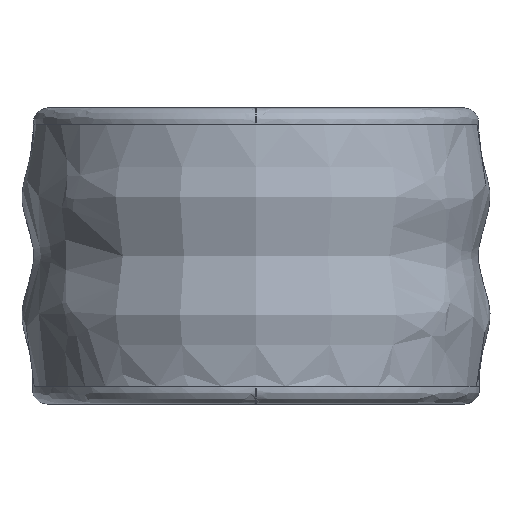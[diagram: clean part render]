
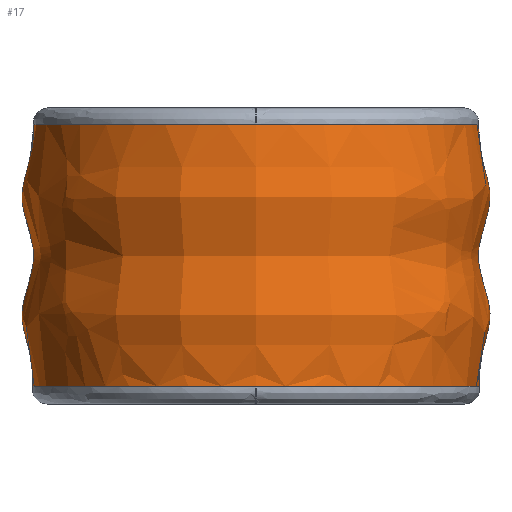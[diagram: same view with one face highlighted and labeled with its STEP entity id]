
A CAD part, left-side view. The second image highlights one B-rep face of the part: STEP entity #17.
In plain terms, the highlighted free-form (B-spline) face has degree [3, 3] with [12, 4] control points.
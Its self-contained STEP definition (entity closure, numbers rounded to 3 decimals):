
#17 = ADVANCED_FACE('',(#18),#90,.T.);
#18 = FACE_BOUND('',#19,.T.);
#19 = EDGE_LOOP('',(#20,#31,#48,#57,#66,#83));
#20 = ORIENTED_EDGE('',*,*,#21,.T.);
#21 = EDGE_CURVE('',#22,#24,#26,.T.);
#22 = VERTEX_POINT('',#23);
#23 = CARTESIAN_POINT('',(-8.305,0.,-10.352));
#24 = VERTEX_POINT('',#25);
#25 = CARTESIAN_POINT('',(0.,8.305,-10.352));
#26 = ( BOUNDED_CURVE() B_SPLINE_CURVE(3,(#27,#28,#29,#30),
.UNSPECIFIED.,.F.,.F.) B_SPLINE_CURVE_WITH_KNOTS((4,4),(0.,1.),
.PIECEWISE_BEZIER_KNOTS.) CURVE() GEOMETRIC_REPRESENTATION_ITEM() 
RATIONAL_B_SPLINE_CURVE((0.5,0.5,0.667,1.)) REPRESENTATION_ITEM
('') );
#27 = CARTESIAN_POINT('',(-8.305,0.,-10.352));
#28 = CARTESIAN_POINT('',(-8.305,5.537,-10.352)
  );
#29 = CARTESIAN_POINT('',(-4.153,8.305,-10.352
    ));
#30 = CARTESIAN_POINT('',(0.,8.305,-10.352));
#31 = ORIENTED_EDGE('',*,*,#32,.T.);
#32 = EDGE_CURVE('',#24,#33,#35,.T.);
#33 = VERTEX_POINT('',#34);
#34 = CARTESIAN_POINT('',(0.,8.275,-0.63));
#35 = B_SPLINE_CURVE_WITH_KNOTS('',3,(#36,#37,#38,#39,#40,#41,#42,#43,
    #44,#45,#46,#47),.UNSPECIFIED.,.F.,.F.,(4,1,1,1,1,1,1,1,1,4),(
    0.05,0.083,0.167,0.25,
    0.333,0.417,0.5,0.583,
    0.667,0.786),.UNSPECIFIED.);
#36 = CARTESIAN_POINT('',(0.,8.305,-10.352));
#37 = CARTESIAN_POINT('',(0.,8.276,-10.204));
#38 = CARTESIAN_POINT('',(0.,8.21,-9.689));
#39 = CARTESIAN_POINT('',(0.,8.478,-8.807));
#40 = CARTESIAN_POINT('',(0.,8.807,-7.706));
#41 = CARTESIAN_POINT('',(0.,8.477,-6.605));
#42 = CARTESIAN_POINT('',(0.,8.147,-5.504));
#43 = CARTESIAN_POINT('',(0.,8.476,-4.404));
#44 = CARTESIAN_POINT('',(0.,8.81,-3.303));
#45 = CARTESIAN_POINT('',(0.,8.418,-2.045));
#46 = CARTESIAN_POINT('',(0.,8.199,-1.154));
#47 = CARTESIAN_POINT('',(0.,8.275,-0.63));
#48 = ORIENTED_EDGE('',*,*,#49,.T.);
#49 = EDGE_CURVE('',#33,#50,#52,.T.);
#50 = VERTEX_POINT('',#51);
#51 = CARTESIAN_POINT('',(-8.275,0.,-0.63));
#52 = ( BOUNDED_CURVE() B_SPLINE_CURVE(3,(#53,#54,#55,#56),
.UNSPECIFIED.,.F.,.F.) B_SPLINE_CURVE_WITH_KNOTS((4,4),(0.,1.),
.PIECEWISE_BEZIER_KNOTS.) CURVE() GEOMETRIC_REPRESENTATION_ITEM() 
RATIONAL_B_SPLINE_CURVE((1.,0.667,0.5,0.5)) REPRESENTATION_ITEM
('') );
#53 = CARTESIAN_POINT('',(0.,8.275,-0.63));
#54 = CARTESIAN_POINT('',(-4.137,8.275,-0.63
    ));
#55 = CARTESIAN_POINT('',(-8.275,5.517,-0.63
    ));
#56 = CARTESIAN_POINT('',(-8.275,0.,-0.63));
#57 = ORIENTED_EDGE('',*,*,#58,.T.);
#58 = EDGE_CURVE('',#50,#59,#61,.T.);
#59 = VERTEX_POINT('',#60);
#60 = CARTESIAN_POINT('',(0.,-8.275,-0.63));
#61 = ( BOUNDED_CURVE() B_SPLINE_CURVE(3,(#62,#63,#64,#65),
.UNSPECIFIED.,.F.,.F.) B_SPLINE_CURVE_WITH_KNOTS((4,4),(0.,1.),
.PIECEWISE_BEZIER_KNOTS.) CURVE() GEOMETRIC_REPRESENTATION_ITEM() 
RATIONAL_B_SPLINE_CURVE((0.5,0.5,0.667,1.)) REPRESENTATION_ITEM
('') );
#62 = CARTESIAN_POINT('',(-8.275,0.,-0.63));
#63 = CARTESIAN_POINT('',(-8.275,-5.517,
    -0.63));
#64 = CARTESIAN_POINT('',(-4.137,-8.275,
    -0.63));
#65 = CARTESIAN_POINT('',(0.,-8.275,-0.63));
#66 = ORIENTED_EDGE('',*,*,#67,.T.);
#67 = EDGE_CURVE('',#59,#68,#70,.T.);
#68 = VERTEX_POINT('',#69);
#69 = CARTESIAN_POINT('',(0.,-8.305,-10.352));
#70 = B_SPLINE_CURVE_WITH_KNOTS('',3,(#71,#72,#73,#74,#75,#76,#77,#78,
    #79,#80,#81,#82),.UNSPECIFIED.,.F.,.F.,(4,1,1,1,1,1,1,1,1,4),(
    0.048,0.167,0.25,0.333,0.417
    ,0.5,0.583,0.667,0.75,0.784),
  .UNSPECIFIED.);
#71 = CARTESIAN_POINT('',(0.,-8.275,-0.63));
#72 = CARTESIAN_POINT('',(0.,-8.199,-1.154));
#73 = CARTESIAN_POINT('',(0.,-8.418,-2.045));
#74 = CARTESIAN_POINT('',(0.,-8.81,-3.303));
#75 = CARTESIAN_POINT('',(0.,-8.476,-4.404));
#76 = CARTESIAN_POINT('',(0.,-8.147,-5.504));
#77 = CARTESIAN_POINT('',(0.,-8.477,-6.605));
#78 = CARTESIAN_POINT('',(0.,-8.807,-7.706));
#79 = CARTESIAN_POINT('',(0.,-8.478,-8.807));
#80 = CARTESIAN_POINT('',(0.,-8.21,-9.689));
#81 = CARTESIAN_POINT('',(0.,-8.276,-10.204));
#82 = CARTESIAN_POINT('',(0.,-8.305,-10.352));
#83 = ORIENTED_EDGE('',*,*,#84,.T.);
#84 = EDGE_CURVE('',#68,#22,#85,.T.);
#85 = ( BOUNDED_CURVE() B_SPLINE_CURVE(3,(#86,#87,#88,#89),
.UNSPECIFIED.,.F.,.F.) B_SPLINE_CURVE_WITH_KNOTS((4,4),(0.,1.),
.PIECEWISE_BEZIER_KNOTS.) CURVE() GEOMETRIC_REPRESENTATION_ITEM() 
RATIONAL_B_SPLINE_CURVE((1.,0.667,0.5,0.5)) REPRESENTATION_ITEM
('') );
#86 = CARTESIAN_POINT('',(0.,-8.305,-10.352));
#87 = CARTESIAN_POINT('',(-4.153,-8.305,
    -10.352));
#88 = CARTESIAN_POINT('',(-8.305,-5.537,-10.352
    ));
#89 = CARTESIAN_POINT('',(-8.305,0.,-10.352));
#90 = ( BOUNDED_SURFACE() B_SPLINE_SURFACE(3,3,(
    (#91,#92,#93,#94)
    ,(#95,#96,#97,#98)
    ,(#99,#100,#101,#102)
    ,(#103,#104,#105,#106)
    ,(#107,#108,#109,#110)
    ,(#111,#112,#113,#114)
    ,(#115,#116,#117,#118)
    ,(#119,#120,#121,#122)
    ,(#123,#124,#125,#126)
    ,(#127,#128,#129,#130)
    ,(#131,#132,#133,#134)
    ,(#135,#136,#137,#138
)),.UNSPECIFIED.,.F.,.F.,.F.) B_SPLINE_SURFACE_WITH_KNOTS((4,1,1,1,1,1,1
    ,1,1,4),(4,4),(0.05,0.083,0.167,
    0.25,0.333,0.417,0.5,
    0.583,0.667,0.786),(0.,1.),
.UNSPECIFIED.) GEOMETRIC_REPRESENTATION_ITEM() RATIONAL_B_SPLINE_SURFACE
((
    (1.,0.333,0.333,1.)
    ,(1.,0.333,0.333,1.)
    ,(1.,0.333,0.333,1.)
    ,(1.,0.333,0.333,1.)
    ,(1.,0.333,0.333,1.)
    ,(1.,0.333,0.333,1.)
    ,(1.,0.333,0.333,1.)
    ,(1.,0.333,0.333,1.)
    ,(1.,0.333,0.333,1.)
    ,(1.,0.333,0.333,1.)
    ,(1.,0.333,0.333,1.)
,(1.,0.333,0.333,1.
))) REPRESENTATION_ITEM('') SURFACE() );
#91 = CARTESIAN_POINT('',(0.,8.305,-10.352));
#92 = CARTESIAN_POINT('',(-16.611,8.305,-10.352
    ));
#93 = CARTESIAN_POINT('',(-16.611,-8.305,
    -10.352));
#94 = CARTESIAN_POINT('',(0.,-8.305,-10.352));
#95 = CARTESIAN_POINT('',(0.,8.276,-10.204));
#96 = CARTESIAN_POINT('',(-16.552,8.276,-10.204
    ));
#97 = CARTESIAN_POINT('',(-16.552,-8.276,
    -10.204));
#98 = CARTESIAN_POINT('',(0.,-8.276,-10.204));
#99 = CARTESIAN_POINT('',(0.,8.21,-9.689));
#100 = CARTESIAN_POINT('',(-16.421,8.21,-9.689
    ));
#101 = CARTESIAN_POINT('',(-16.421,-8.21,
    -9.689));
#102 = CARTESIAN_POINT('',(0.,-8.21,-9.689));
#103 = CARTESIAN_POINT('',(0.,8.478,-8.807));
#104 = CARTESIAN_POINT('',(-16.955,8.478,
    -8.807));
#105 = CARTESIAN_POINT('',(-16.955,-8.478,
    -8.807));
#106 = CARTESIAN_POINT('',(0.,-8.478,-8.807));
#107 = CARTESIAN_POINT('',(0.,8.807,-7.706));
#108 = CARTESIAN_POINT('',(-17.614,8.807,
    -7.706));
#109 = CARTESIAN_POINT('',(-17.614,-8.807,
    -7.706));
#110 = CARTESIAN_POINT('',(0.,-8.807,-7.706));
#111 = CARTESIAN_POINT('',(0.,8.477,-6.605));
#112 = CARTESIAN_POINT('',(-16.954,8.477,
    -6.605));
#113 = CARTESIAN_POINT('',(-16.954,-8.477,
    -6.605));
#114 = CARTESIAN_POINT('',(0.,-8.477,-6.605));
#115 = CARTESIAN_POINT('',(0.,8.147,-5.504));
#116 = CARTESIAN_POINT('',(-16.293,8.147,
    -5.504));
#117 = CARTESIAN_POINT('',(-16.293,-8.147,
    -5.504));
#118 = CARTESIAN_POINT('',(0.,-8.147,-5.504));
#119 = CARTESIAN_POINT('',(0.,8.476,-4.404));
#120 = CARTESIAN_POINT('',(-16.952,8.476,
    -4.404));
#121 = CARTESIAN_POINT('',(-16.952,-8.476,
    -4.404));
#122 = CARTESIAN_POINT('',(0.,-8.476,-4.404));
#123 = CARTESIAN_POINT('',(0.,8.81,-3.303));
#124 = CARTESIAN_POINT('',(-17.619,8.81,
    -3.303));
#125 = CARTESIAN_POINT('',(-17.619,-8.81,
    -3.303));
#126 = CARTESIAN_POINT('',(0.,-8.81,-3.303));
#127 = CARTESIAN_POINT('',(0.,8.418,-2.045));
#128 = CARTESIAN_POINT('',(-16.836,8.418,
    -2.045));
#129 = CARTESIAN_POINT('',(-16.836,-8.418,
    -2.045));
#130 = CARTESIAN_POINT('',(0.,-8.418,-2.045));
#131 = CARTESIAN_POINT('',(0.,8.199,-1.154));
#132 = CARTESIAN_POINT('',(-16.397,8.199,
    -1.154));
#133 = CARTESIAN_POINT('',(-16.397,-8.199,
    -1.154));
#134 = CARTESIAN_POINT('',(0.,-8.199,-1.154));
#135 = CARTESIAN_POINT('',(0.,8.275,-0.63));
#136 = CARTESIAN_POINT('',(-16.55,8.275,
    -0.63));
#137 = CARTESIAN_POINT('',(-16.55,-8.275,
    -0.63));
#138 = CARTESIAN_POINT('',(0.,-8.275,-0.63));
